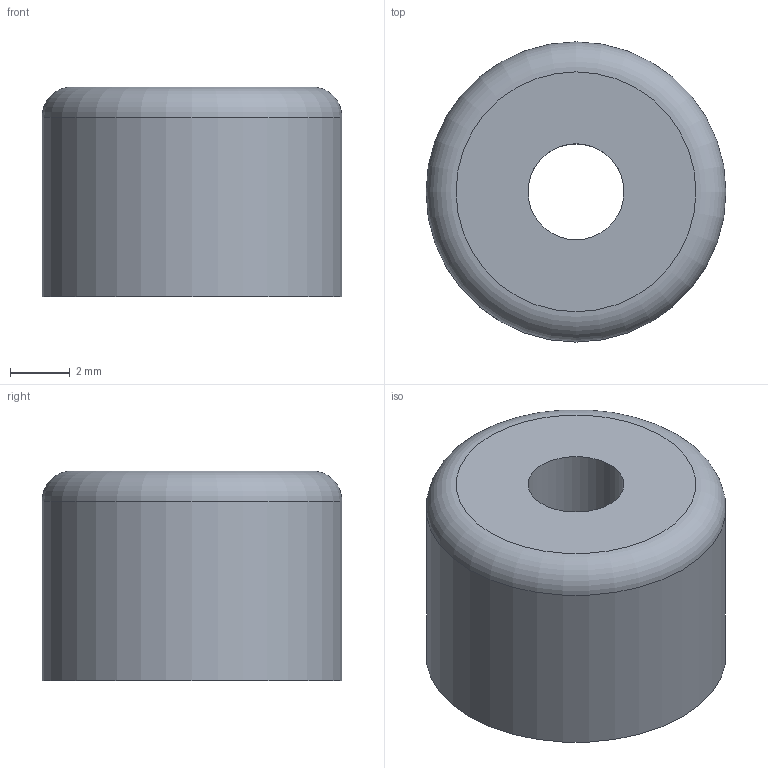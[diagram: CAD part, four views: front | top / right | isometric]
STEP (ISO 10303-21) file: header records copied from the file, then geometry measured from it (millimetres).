
FILE_DESCRIPTION(('FreeCAD Model'),'2;1');
FILE_NAME('RF-Axe_B.step','2015-09-09T21:23:51',('Author'),(''), 'Open CASCADE STEP processor 6.8','FreeCAD','Unknown');
FILE_SCHEMA(('AUTOMOTIVE_DESIGN_CC2 { 1 2 10303 214 -1 1 5 4 }'));
Length unit declared in the file: millimetre
Products named in the file (1): Revolution
Bounding box: 10 x 10 x 7 mm (x, y, z)
Volume: 414.7 mm3; surface area: 447.5 mm2
Topology: 1 solids, 1 shells, 7 faces, 11 edges, 7 vertices
Faces by surface type: cylinder 3, plane 3, torus 1
Full cylindrical faces by diameter (mm): 3.2 x1, 6.4 x1, 10 x1
Entity records: 333 total; most frequent: DIRECTION 57, CARTESIAN_POINT 48, ORIENTED_EDGE 22, PCURVE 22, DEFINITIONAL_REPRESENTATION 22, LINE 19, VECTOR 19, AXIS2_PLACEMENT_3D 16
